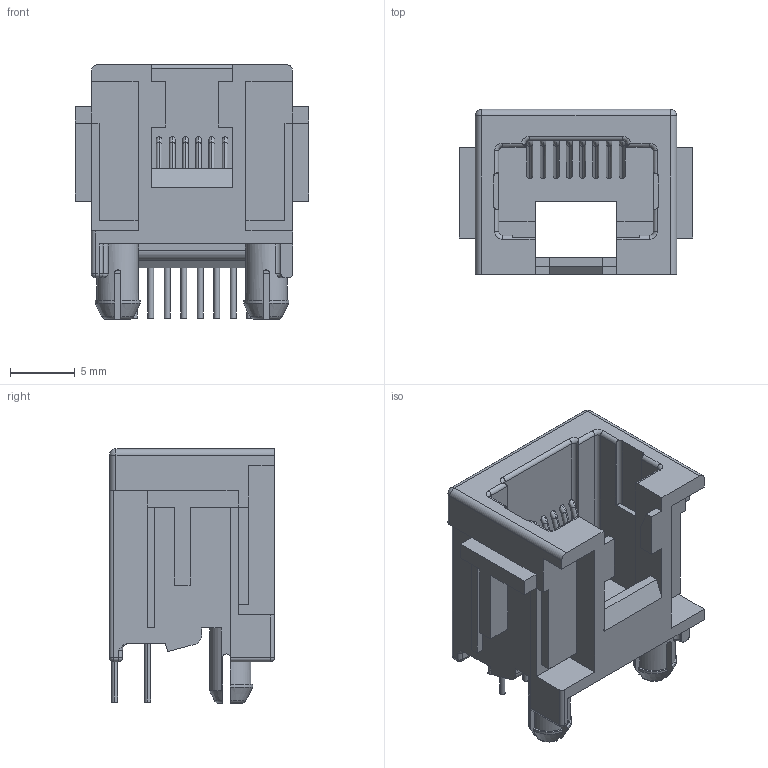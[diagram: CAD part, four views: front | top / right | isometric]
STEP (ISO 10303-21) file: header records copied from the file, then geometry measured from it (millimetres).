
FILE_DESCRIPTION((''),'2;1');
FILE_NAME('C-216550-1','2010-02-18T',('workeradm'),(''),'PRO/ENGINEER BY PARAMETRIC TECHNOLOGY CORPORATION, 2008380','PRO/ENGINEER BY PARAMETRIC TECHNOLOGY CORPORATION, 2008380','');
FILE_SCHEMA(('AUTOMOTIVE_DESIGN { 1 0 10303 214 1 1 1 1 }'));
Length unit declared in the file: millimetre
Products named in the file (1): C-216550-1
Bounding box: 18 x 12.7 x 19.6 mm (x, y, z)
Volume: 1344.5 mm3; surface area: 2147.6 mm2
Topology: 1 solids, 1 shells, 287 faces, 771 edges, 490 vertices
Faces by surface type: plane 147, cylinder 94, torus 32, sphere 8, cone 6
Entity records: 11760 total; most frequent: CARTESIAN_POINT 2158, ORIENTED_EDGE 1542, DIRECTION 1483, PRESENTATION_STYLE_ASSIGNMENT 772, STYLED_ITEM 772, CURVE_STYLE 771, EDGE_CURVE 771, AXIS2_PLACEMENT_3D 499
